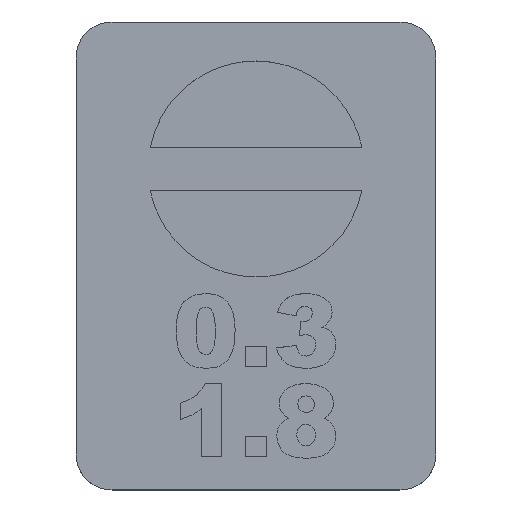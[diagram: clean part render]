
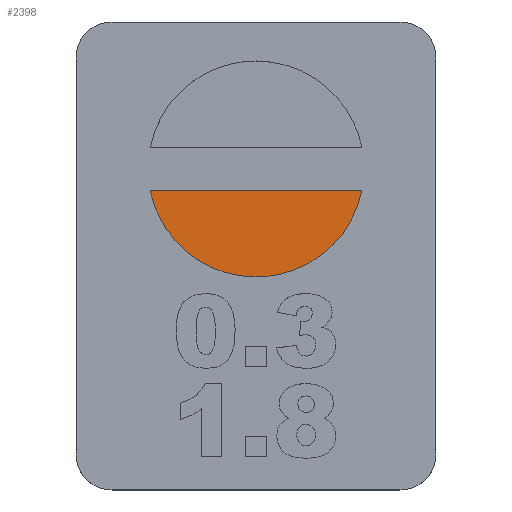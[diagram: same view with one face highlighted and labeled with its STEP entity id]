
A CAD part, top view. The second image highlights one B-rep face of the part: STEP entity #2398.
In plain terms, the highlighted planar face has unit normal (0, 0, 1).
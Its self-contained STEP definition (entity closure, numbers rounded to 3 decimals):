
#27=(
BOUNDED_CURVE()
B_SPLINE_CURVE(3,(#4961,#4962,#4963,#4964),.UNSPECIFIED.,.F.,.F.)
B_SPLINE_CURVE_WITH_KNOTS((4,4),(-1.,0.),.UNSPECIFIED.)
CURVE()
GEOMETRIC_REPRESENTATION_ITEM()
RATIONAL_B_SPLINE_CURVE((1.,1.,1.,1.))
REPRESENTATION_ITEM('')
);
#28=(
BOUNDED_CURVE()
B_SPLINE_CURVE(3,(#4976,#4977,#4978,#4979),.UNSPECIFIED.,.F.,.F.)
B_SPLINE_CURVE_WITH_KNOTS((4,4),(-1.,0.),.UNSPECIFIED.)
CURVE()
GEOMETRIC_REPRESENTATION_ITEM()
RATIONAL_B_SPLINE_CURVE((1.,1.,1.,1.))
REPRESENTATION_ITEM('')
);
#76=PLANE('',#2457);
#203=FACE_OUTER_BOUND('',#347,.T.);
#347=EDGE_LOOP('',(#2123,#2124,#2125));
#509=LINE('',#4981,#673);
#673=VECTOR('',#2683,10.);
#1096=VERTEX_POINT('',#4958);
#1097=VERTEX_POINT('',#4960);
#1098=VERTEX_POINT('',#4974);
#1443=EDGE_CURVE('',#1096,#1097,#27,.T.);
#1446=EDGE_CURVE('',#1098,#1096,#28,.T.);
#1447=EDGE_CURVE('',#1097,#1098,#509,.T.);
#2123=ORIENTED_EDGE('',*,*,#1447,.F.);
#2124=ORIENTED_EDGE('',*,*,#1443,.F.);
#2125=ORIENTED_EDGE('',*,*,#1446,.F.);
#2398=ADVANCED_FACE('',(#203),#76,.T.);
#2457=AXIS2_PLACEMENT_3D('',#4982,#2684,#2685);
#2683=DIRECTION('',(1.,0.,0.));
#2684=DIRECTION('center_axis',(0.,0.,1.));
#2685=DIRECTION('ref_axis',(-1.,0.,0.));
#4958=CARTESIAN_POINT('',(40.002,-160.,-0.6));
#4960=CARTESIAN_POINT('',(34.124,-155.205,-0.6));
#4961=CARTESIAN_POINT('Ctrl Pts',(40.002,-160.,-0.6));
#4962=CARTESIAN_POINT('Ctrl Pts',(37.102,-160.,-0.6));
#4963=CARTESIAN_POINT('Ctrl Pts',(34.682,-157.941,-0.6));
#4964=CARTESIAN_POINT('Ctrl Pts',(34.124,-155.205,-0.6));
#4974=CARTESIAN_POINT('',(45.881,-155.205,-0.6));
#4976=CARTESIAN_POINT('Ctrl Pts',(45.881,-155.205,-0.6));
#4977=CARTESIAN_POINT('Ctrl Pts',(45.324,-157.941,-0.6));
#4978=CARTESIAN_POINT('Ctrl Pts',(42.904,-160.,-0.6));
#4979=CARTESIAN_POINT('Ctrl Pts',(40.002,-160.,-0.6));
#4981=CARTESIAN_POINT('',(45.881,-155.205,-0.6));
#4982=CARTESIAN_POINT('Origin',(40.002,-157.602,-0.6));
